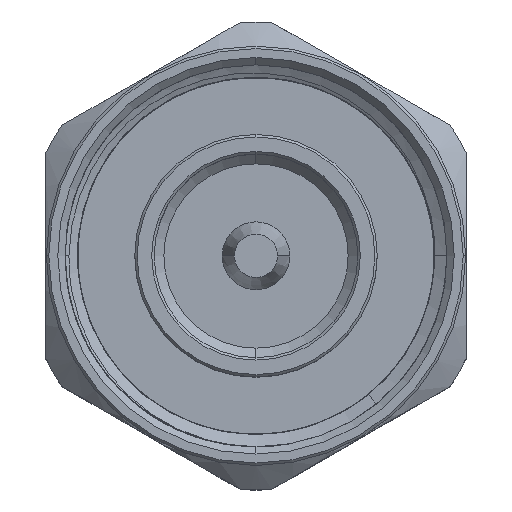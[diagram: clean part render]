
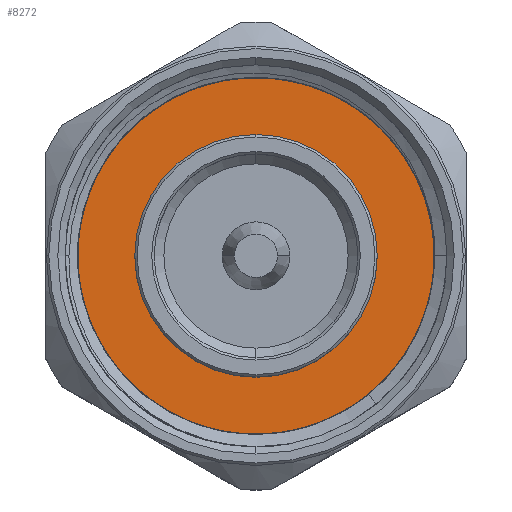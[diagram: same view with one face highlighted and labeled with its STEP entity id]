
A CAD part, top view. The second image highlights one B-rep face of the part: STEP entity #8272.
In plain terms, the highlighted face is planar.
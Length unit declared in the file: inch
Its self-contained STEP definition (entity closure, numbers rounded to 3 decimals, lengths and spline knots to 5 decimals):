
#72 = CARTESIAN_POINT ( 'NONE',  ( 0.3317, 0.15955, -0.34614 ) ) ;
#184 = CARTESIAN_POINT ( 'NONE',  ( 0.3317, 0.34356, -0.14563 ) ) ;
#244 = CARTESIAN_POINT ( 'NONE',  ( 0.3317, -0.14696, -0.36127 ) ) ;
#293 = CARTESIAN_POINT ( 'NONE',  ( 0.3317, -0.27282, -0.28385 ) ) ;
#578 = EDGE_CURVE ( 'NONE', #5146, #5421, #2216, .T. ) ;
#626 = EDGE_CURVE ( 'NONE', #3640, #3628, #9439, .T. ) ;
#735 = CARTESIAN_POINT ( 'NONE',  ( 0.3317, -0.3937, 0. ) ) ;
#890 = DIRECTION ( 'NONE',  ( 0., -1., 0. ) ) ;
#955 = CARTESIAN_POINT ( 'NONE',  ( 0.3317, 0.02643, -0.38387 ) ) ;
#1065 = CARTESIAN_POINT ( 'NONE',  ( 0.3317, 0.01709, -0.38465 ) ) ;
#1385 = DIRECTION ( 'NONE',  ( -1., 0., 0. ) ) ;
#1721 = CARTESIAN_POINT ( 'NONE',  ( 0.3317, 0.10823, -0.36857 ) ) ;
#1885 = CARTESIAN_POINT ( 'NONE',  ( 0.3317, -0.05683, -0.38319 ) ) ;
#2216 = LINE ( 'NONE', #8033, #5404 ) ;
#2443 = CARTESIAN_POINT ( 'NONE',  ( 0.3317, -0.27282, -0.28385 ) ) ;
#2513 = ORIENTED_EDGE ( 'NONE', *, *, #9865, .F. ) ;
#2547 = CARTESIAN_POINT ( 'NONE',  ( 0.3317, 0., 0. ) ) ;
#2552 = CARTESIAN_POINT ( 'NONE',  ( 0.3317, 0.20734, -0.31787 ) ) ;
#2577 = EDGE_LOOP ( 'NONE', ( #2619, #2513 ) ) ;
#2619 = ORIENTED_EDGE ( 'NONE', *, *, #7645, .F. ) ;
#2715 = CARTESIAN_POINT ( 'NONE',  ( 0.3317, 0.31944, -0.19606 ) ) ;
#2835 = CARTESIAN_POINT ( 'NONE',  ( 0.3317, 0., 0. ) ) ;
#2904 = EDGE_CURVE ( 'NONE', #3628, #5146, #10003, .T. ) ;
#2993 = DIRECTION ( 'NONE',  ( 0., -1., 0. ) ) ;
#3423 = CARTESIAN_POINT ( 'NONE',  ( 0.3317, 0.07264, -0.37827 ) ) ;
#3476 = CARTESIAN_POINT ( 'NONE',  ( 0.3317, -0.259, -0.29645 ) ) ;
#3535 = ORIENTED_EDGE ( 'NONE', *, *, #578, .T. ) ;
#3590 = CARTESIAN_POINT ( 'NONE',  ( 0.3317, -0.24435, -0.30799 ) ) ;
#3628 = VERTEX_POINT ( 'NONE', #735 ) ;
#3640 = VERTEX_POINT ( 'NONE', #2443 ) ;
#3686 = ORIENTED_EDGE ( 'NONE', *, *, #5004, .T. ) ;
#3807 = CARTESIAN_POINT ( 'NONE',  ( 0.3317, 0., 0. ) ) ;
#3861 = PLANE ( 'NONE',  #10512 ) ;
#3883 = AXIS2_PLACEMENT_3D ( 'NONE', #2547, #5112, #890 ) ;
#4243 = CARTESIAN_POINT ( 'NONE',  ( 0.3317, 0.22225, -0.30698 ) ) ;
#4293 = CARTESIAN_POINT ( 'NONE',  ( 0.3317, -0.03846, -0.38495 ) ) ;
#4318 = EDGE_LOOP ( 'NONE', ( #9154, #5897, #3535, #3686 ) ) ;
#4403 = CARTESIAN_POINT ( 'NONE',  ( 0.3317, -0.11165, -0.37259 ) ) ;
#4457 = CARTESIAN_POINT ( 'NONE',  ( 0.3317, 0.36797, -0.03733 ) ) ;
#4772 = AXIS2_PLACEMENT_3D ( 'NONE', #8437, #7372, #9084 ) ;
#5004 = EDGE_CURVE ( 'NONE', #5421, #3640, #7518, .T. ) ;
#5112 = DIRECTION ( 'NONE',  ( -1., 0., 0. ) ) ;
#5116 = CARTESIAN_POINT ( 'NONE',  ( 0.3317, -0.01075, -0.38563 ) ) ;
#5146 = VERTEX_POINT ( 'NONE', #9718 ) ;
#5225 = CARTESIAN_POINT ( 'NONE',  ( 0.3317, 0.36341, -0.07443 ) ) ;
#5285 = CARTESIAN_POINT ( 'NONE',  ( 0.3317, -0.21342, -0.32895 ) ) ;
#5404 = VECTOR ( 'NONE', #6475, 39.37008 ) ;
#5421 = VERTEX_POINT ( 'NONE', #6150 ) ;
#5442 = CARTESIAN_POINT ( 'NONE',  ( 0.3317, 0., 0. ) ) ;
#5888 = CARTESIAN_POINT ( 'NONE',  ( 0.3317, 0.32839, -0.17951 ) ) ;
#5897 = ORIENTED_EDGE ( 'NONE', *, *, #2904, .T. ) ;
#5939 = CARTESIAN_POINT ( 'NONE',  ( 0.3317, -0.09337, -0.37703 ) ) ;
#6047 = CARTESIAN_POINT ( 'NONE',  ( 0.3317, -0.00149, -0.38553 ) ) ;
#6150 = CARTESIAN_POINT ( 'NONE',  ( 0.3317, 0.36833, 0. ) ) ;
#6475 = DIRECTION ( 'NONE',  ( 0., -1., 0. ) ) ;
#6503 = VERTEX_POINT ( 'NONE', #9208 ) ;
#6820 = CARTESIAN_POINT ( 'NONE',  ( 0.3317, 0.36886, -0.01871 ) ) ;
#6877 = CARTESIAN_POINT ( 'NONE',  ( 0.3317, 0.35974, -0.0927 ) ) ;
#7046 = DIRECTION ( 'NONE',  ( -1., 0., 0. ) ) ;
#7372 = DIRECTION ( 'NONE',  ( -1., 0., 0. ) ) ;
#7518 = B_SPLINE_CURVE_WITH_KNOTS ( 'NONE', 3,
 ( #9345, #6820, #4457, #5225, #6877, #10156, #184, #5888, #2715, #7749, #8472, #8578, #7579, #4243, #2552, #9236, #72, #1721, #3423, #955, #1065, #6047, #5116, #4293, #1885, #5939, #4403, #244, #7801, #7633, #5285, #3590, #3476, #293 ),
 .UNSPECIFIED., .F., .F.,
 ( 4, 2, 2, 2, 2, 2, 2, 2, 2, 2, 2, 2, 2, 2, 2, 2, 4 ),
 ( 0., 0.00142, 0.00284, 0.00426, 0.00568, 0.0071, 0.00853, 0.00995, 0.01137, 0.01421, 0.01492, 0.01563, 0.01705, 0.01847, 0.01989, 0.02131, 0.02273 ),
 .UNSPECIFIED. ) ;
#7579 = CARTESIAN_POINT ( 'NONE',  ( 0.3317, 0.25057, -0.28294 ) ) ;
#7633 = CARTESIAN_POINT ( 'NONE',  ( 0.3317, -0.19728, -0.33825 ) ) ;
#7645 = EDGE_CURVE ( 'NONE', #8167, #6503, #9580, .T. ) ;
#7749 = CARTESIAN_POINT ( 'NONE',  ( 0.3317, 0.29945, -0.22719 ) ) ;
#7801 = CARTESIAN_POINT ( 'NONE',  ( 0.3317, -0.16408, -0.3544 ) ) ;
#7846 = DIRECTION ( 'NONE',  ( -1., 0., 0. ) ) ;
#8033 = CARTESIAN_POINT ( 'NONE',  ( 0.3317, 0., 0. ) ) ;
#8061 = DIRECTION ( 'NONE',  ( 0., -1., 0. ) ) ;
#8167 = VERTEX_POINT ( 'NONE', #10743 ) ;
#8272 = ADVANCED_FACE ( 'NONE', ( #8701, #10333 ), #3861, .T. ) ;
#8437 = CARTESIAN_POINT ( 'NONE',  ( 0.3317, 0., 0. ) ) ;
#8472 = CARTESIAN_POINT ( 'NONE',  ( 0.3317, 0.28835, -0.24193 ) ) ;
#8578 = CARTESIAN_POINT ( 'NONE',  ( 0.3317, 0.26397, -0.26976 ) ) ;
#8701 = FACE_BOUND ( 'NONE', #2577, .T. ) ;
#9062 = DIRECTION ( 'NONE',  ( 0., -1., 0. ) ) ;
#9084 = DIRECTION ( 'NONE',  ( 0., -1., 0. ) ) ;
#9154 = ORIENTED_EDGE ( 'NONE', *, *, #626, .T. ) ;
#9208 = CARTESIAN_POINT ( 'NONE',  ( 0.3317, 0.24999, 0. ) ) ;
#9236 = CARTESIAN_POINT ( 'NONE',  ( 0.3317, 0.17602, -0.33744 ) ) ;
#9345 = CARTESIAN_POINT ( 'NONE',  ( 0.3317, 0.36833, 0. ) ) ;
#9439 = CIRCLE ( 'NONE', #10636, 0.3937 ) ;
#9580 = CIRCLE ( 'NONE', #10606, 0.24999 ) ;
#9718 = CARTESIAN_POINT ( 'NONE',  ( 0.3317, 0.3937, 0. ) ) ;
#9865 = EDGE_CURVE ( 'NONE', #6503, #8167, #10036, .T. ) ;
#10003 = CIRCLE ( 'NONE', #3883, 0.3937 ) ;
#10036 = CIRCLE ( 'NONE', #4772, 0.24999 ) ;
#10156 = CARTESIAN_POINT ( 'NONE',  ( 0.3317, 0.34982, -0.12826 ) ) ;
#10333 = FACE_OUTER_BOUND ( 'NONE', #4318, .T. ) ;
#10512 = AXIS2_PLACEMENT_3D ( 'NONE', #2835, #7046, #2993 ) ;
#10606 = AXIS2_PLACEMENT_3D ( 'NONE', #5442, #7846, #8061 ) ;
#10636 = AXIS2_PLACEMENT_3D ( 'NONE', #3807, #1385, #9062 ) ;
#10743 = CARTESIAN_POINT ( 'NONE',  ( 0.3317, -0.24999, 0. ) ) ;
